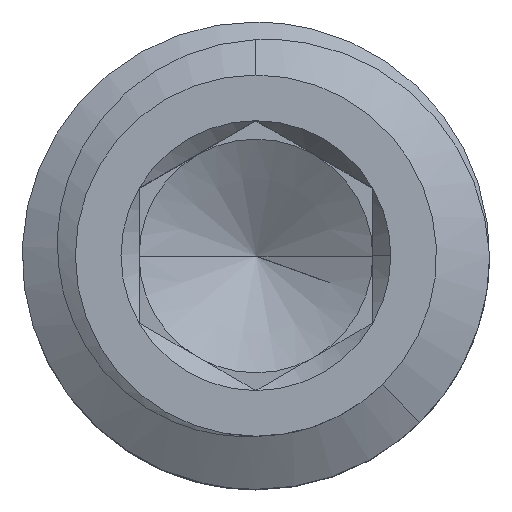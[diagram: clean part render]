
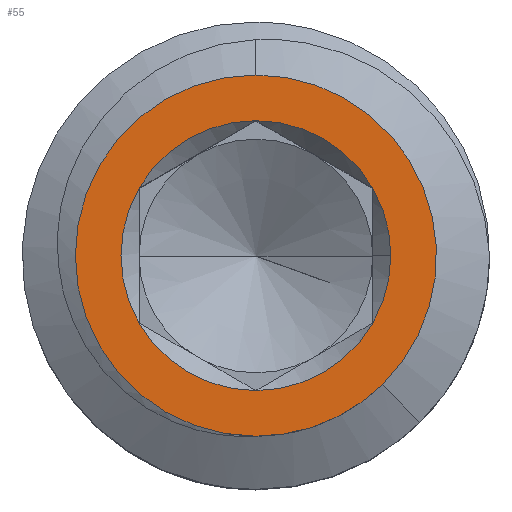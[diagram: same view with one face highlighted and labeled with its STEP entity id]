
A CAD part, top view. The second image highlights one B-rep face of the part: STEP entity #55.
In plain terms, the highlighted planar face has unit normal (0, 0, 1).
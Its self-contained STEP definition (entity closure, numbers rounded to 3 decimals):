
#55 = ADVANCED_FACE ( 'NONE', ( #1051, #1344 ), #573, .F. ) ;
#87 = DIRECTION ( 'NONE',  ( 0., 0., 1. ) ) ;
#93 = ORIENTED_EDGE ( 'NONE', *, *, #1736, .T. ) ;
#126 = CIRCLE ( 'NONE', #1271, 1.155 ) ;
#139 = ORIENTED_EDGE ( 'NONE', *, *, #823, .T. ) ;
#147 = VERTEX_POINT ( 'NONE', #456 ) ;
#158 = DIRECTION ( 'NONE',  ( 0., 0., 1. ) ) ;
#168 = EDGE_CURVE ( 'NONE', #1066, #1751, #126, .T. ) ;
#175 = VERTEX_POINT ( 'NONE', #1007 ) ;
#182 = CARTESIAN_POINT ( 'NONE',  ( 0., 0., 2. ) ) ;
#191 = DIRECTION ( 'NONE',  ( 0., 0., 1. ) ) ;
#205 = VERTEX_POINT ( 'NONE', #1485 ) ;
#226 = CARTESIAN_POINT ( 'NONE',  ( 1.083, -1.103, 2. ) ) ;
#231 = DIRECTION ( 'NONE',  ( 1., 0., 0. ) ) ;
#263 = ORIENTED_EDGE ( 'NONE', *, *, #755, .F. ) ;
#296 = ORIENTED_EDGE ( 'NONE', *, *, #1299, .T. ) ;
#310 = DIRECTION ( 'NONE',  ( 0., 0., 1. ) ) ;
#321 = ORIENTED_EDGE ( 'NONE', *, *, #168, .F. ) ;
#347 = CARTESIAN_POINT ( 'NONE',  ( 0., -1.545, 2. ) ) ;
#363 = DIRECTION ( 'NONE',  ( 0., 0., 1. ) ) ;
#410 = EDGE_CURVE ( 'NONE', #175, #1067, #459, .T. ) ;
#449 = DIRECTION ( 'NONE',  ( 0., -1., 0. ) ) ;
#450 = EDGE_LOOP ( 'NONE', ( #139, #93, #296 ) ) ;
#456 = CARTESIAN_POINT ( 'NONE',  ( -1., -0.577, 2. ) ) ;
#459 = CIRCLE ( 'NONE', #551, 1.155 ) ;
#474 = EDGE_CURVE ( 'NONE', #987, #205, #1220, .T. ) ;
#479 = CARTESIAN_POINT ( 'NONE',  ( 0., 0., 2. ) ) ;
#491 = CARTESIAN_POINT ( 'NONE',  ( 1., -0.577, 2. ) ) ;
#492 = CARTESIAN_POINT ( 'NONE',  ( 0., -1.155, 2. ) ) ;
#494 = DIRECTION ( 'NONE',  ( 1., 0., 0. ) ) ;
#551 = AXIS2_PLACEMENT_3D ( 'NONE', #1580, #363, #967 ) ;
#573 = PLANE ( 'NONE',  #1335 ) ;
#579 = ORIENTED_EDGE ( 'NONE', *, *, #1405, .F. ) ;
#595 = CARTESIAN_POINT ( 'NONE',  ( 0., 0., 2. ) ) ;
#599 = DIRECTION ( 'NONE',  ( 0., 0., 1. ) ) ;
#608 = DIRECTION ( 'NONE',  ( 1., 0., 0. ) ) ;
#628 = ORIENTED_EDGE ( 'NONE', *, *, #1063, .F. ) ;
#755 = EDGE_CURVE ( 'NONE', #147, #1066, #1724, .T. ) ;
#767 = AXIS2_PLACEMENT_3D ( 'NONE', #1083, #310, #494 ) ;
#777 = CARTESIAN_POINT ( 'NONE',  ( 0., 1.545, 2. ) ) ;
#781 = DIRECTION ( 'NONE',  ( 0., 0., 1. ) ) ;
#808 = DIRECTION ( 'NONE',  ( 0., 0., 1. ) ) ;
#823 = EDGE_CURVE ( 'NONE', #978, #1203, #1005, .T. ) ;
#826 = CARTESIAN_POINT ( 'NONE',  ( 0., 0., 2. ) ) ;
#852 = DIRECTION ( 'NONE',  ( 0., 1., 0. ) ) ;
#884 = AXIS2_PLACEMENT_3D ( 'NONE', #905, #897, #608 ) ;
#887 = VERTEX_POINT ( 'NONE', #777 ) ;
#897 = DIRECTION ( 'NONE',  ( 0., 0., 1. ) ) ;
#905 = CARTESIAN_POINT ( 'NONE',  ( 0., 0., 2. ) ) ;
#911 = DIRECTION ( 'NONE',  ( 0., 0., 1. ) ) ;
#942 = CIRCLE ( 'NONE', #1815, 1.545 ) ;
#960 = AXIS2_PLACEMENT_3D ( 'NONE', #1557, #158, #1678 ) ;
#964 = DIRECTION ( 'NONE',  ( 1., 0., 0. ) ) ;
#967 = DIRECTION ( 'NONE',  ( 1., 0., 0. ) ) ;
#978 = VERTEX_POINT ( 'NONE', #347 ) ;
#987 = VERTEX_POINT ( 'NONE', #1259 ) ;
#1005 = CIRCLE ( 'NONE', #1688, 1.545 ) ;
#1007 = CARTESIAN_POINT ( 'NONE',  ( 1.155, 0., 2. ) ) ;
#1018 = CARTESIAN_POINT ( 'NONE',  ( 0., 0., 2. ) ) ;
#1026 = DIRECTION ( 'NONE',  ( 0., 0., -1. ) ) ;
#1051 = FACE_BOUND ( 'NONE', #1609, .T. ) ;
#1063 = EDGE_CURVE ( 'NONE', #1751, #175, #1462, .T. ) ;
#1066 = VERTEX_POINT ( 'NONE', #492 ) ;
#1067 = VERTEX_POINT ( 'NONE', #1898 ) ;
#1083 = CARTESIAN_POINT ( 'NONE',  ( 0., 0., 2. ) ) ;
#1117 = DIRECTION ( 'NONE',  ( 1., 0., 0. ) ) ;
#1160 = CIRCLE ( 'NONE', #960, 1.155 ) ;
#1203 = VERTEX_POINT ( 'NONE', #226 ) ;
#1220 = CIRCLE ( 'NONE', #884, 1.155 ) ;
#1225 = CIRCLE ( 'NONE', #1461, 1.155 ) ;
#1259 = CARTESIAN_POINT ( 'NONE',  ( 0., 1.155, 2. ) ) ;
#1271 = AXIS2_PLACEMENT_3D ( 'NONE', #1913, #87, #231 ) ;
#1299 = EDGE_CURVE ( 'NONE', #887, #978, #1823, .T. ) ;
#1335 = AXIS2_PLACEMENT_3D ( 'NONE', #1018, #1026, #852 ) ;
#1344 = FACE_OUTER_BOUND ( 'NONE', #450, .T. ) ;
#1351 = AXIS2_PLACEMENT_3D ( 'NONE', #1399, #599, #1672 ) ;
#1368 = ORIENTED_EDGE ( 'NONE', *, *, #410, .F. ) ;
#1399 = CARTESIAN_POINT ( 'NONE',  ( 0., 0., 2. ) ) ;
#1405 = EDGE_CURVE ( 'NONE', #205, #147, #1225, .T. ) ;
#1461 = AXIS2_PLACEMENT_3D ( 'NONE', #182, #191, #964 ) ;
#1462 = CIRCLE ( 'NONE', #1831, 1.155 ) ;
#1485 = CARTESIAN_POINT ( 'NONE',  ( -1., 0.577, 2. ) ) ;
#1546 = EDGE_CURVE ( 'NONE', #1067, #987, #1160, .T. ) ;
#1557 = CARTESIAN_POINT ( 'NONE',  ( 0., 0., 2. ) ) ;
#1580 = CARTESIAN_POINT ( 'NONE',  ( 0., 0., 2. ) ) ;
#1600 = ORIENTED_EDGE ( 'NONE', *, *, #474, .F. ) ;
#1609 = EDGE_LOOP ( 'NONE', ( #1600, #1716, #1368, #628, #321, #263, #579 ) ) ;
#1672 = DIRECTION ( 'NONE',  ( 0., -1., 0. ) ) ;
#1678 = DIRECTION ( 'NONE',  ( 1., 0., 0. ) ) ;
#1688 = AXIS2_PLACEMENT_3D ( 'NONE', #479, #781, #1844 ) ;
#1716 = ORIENTED_EDGE ( 'NONE', *, *, #1546, .F. ) ;
#1724 = CIRCLE ( 'NONE', #767, 1.155 ) ;
#1736 = EDGE_CURVE ( 'NONE', #1203, #887, #942, .T. ) ;
#1751 = VERTEX_POINT ( 'NONE', #491 ) ;
#1815 = AXIS2_PLACEMENT_3D ( 'NONE', #595, #911, #449 ) ;
#1823 = CIRCLE ( 'NONE', #1351, 1.545 ) ;
#1831 = AXIS2_PLACEMENT_3D ( 'NONE', #826, #808, #1117 ) ;
#1844 = DIRECTION ( 'NONE',  ( 0., -1., 0. ) ) ;
#1898 = CARTESIAN_POINT ( 'NONE',  ( 1., 0.577, 2. ) ) ;
#1913 = CARTESIAN_POINT ( 'NONE',  ( 0., 0., 2. ) ) ;
